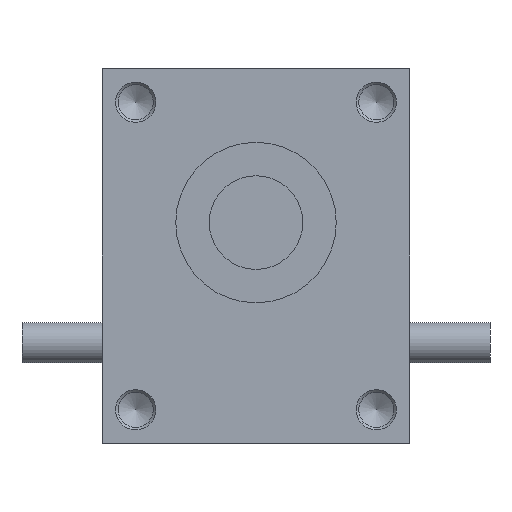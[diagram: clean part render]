
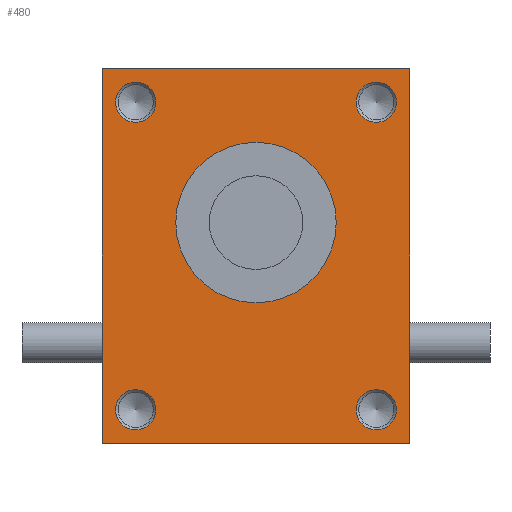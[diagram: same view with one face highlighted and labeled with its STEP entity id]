
A CAD part, front view. The second image highlights one B-rep face of the part: STEP entity #480.
In plain terms, the highlighted planar face has unit normal (0, -1, 0).
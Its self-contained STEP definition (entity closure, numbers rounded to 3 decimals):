
#480 = ADVANCED_FACE( '', ( #1073, #1074, #1075, #1076, #1077, #1078 ), #1079, .F. );
#1073 = FACE_BOUND( '', #1776, .T. );
#1074 = FACE_BOUND( '', #1777, .T. );
#1075 = FACE_BOUND( '', #1778, .T. );
#1076 = FACE_BOUND( '', #1779, .T. );
#1077 = FACE_BOUND( '', #1780, .T. );
#1078 = FACE_OUTER_BOUND( '', #1781, .T. );
#1079 = PLANE( '', #1782 );
#1776 = EDGE_LOOP( '', ( #2968 ) );
#1777 = EDGE_LOOP( '', ( #2969 ) );
#1778 = EDGE_LOOP( '', ( #2970 ) );
#1779 = EDGE_LOOP( '', ( #2971 ) );
#1780 = EDGE_LOOP( '', ( #2972 ) );
#1781 = EDGE_LOOP( '', ( #2973, #2974, #2975, #2976 ) );
#1782 = AXIS2_PLACEMENT_3D( '', #2977, #2978, #2979 );
#2968 = ORIENTED_EDGE( '', *, *, #3930, .F. );
#2969 = ORIENTED_EDGE( '', *, *, #4049, .F. );
#2970 = ORIENTED_EDGE( '', *, *, #4140, .F. );
#2971 = ORIENTED_EDGE( '', *, *, #4141, .F. );
#2972 = ORIENTED_EDGE( '', *, *, #4142, .T. );
#2973 = ORIENTED_EDGE( '', *, *, #4085, .T. );
#2974 = ORIENTED_EDGE( '', *, *, #3872, .F. );
#2975 = ORIENTED_EDGE( '', *, *, #4143, .F. );
#2976 = ORIENTED_EDGE( '', *, *, #4122, .T. );
#2977 = CARTESIAN_POINT( '', ( -115., -88., 140. ) );
#2978 = DIRECTION( '', ( 0., 1., 0. ) );
#2979 = DIRECTION( '', ( 0., 0., 1. ) );
#3872 = EDGE_CURVE( '', #4603, #4598, #4605, .T. );
#3930 = EDGE_CURVE( '', #4691, #4691, #4692, .T. );
#4049 = EDGE_CURVE( '', #4882, #4882, #4883, .T. );
#4085 = EDGE_CURVE( '', #4926, #4598, #4928, .T. );
#4122 = EDGE_CURVE( '', #4980, #4926, #4981, .T. );
#4140 = EDGE_CURVE( '', #5002, #5002, #5003, .T. );
#4141 = EDGE_CURVE( '', #5004, #5004, #5005, .T. );
#4142 = EDGE_CURVE( '', #5006, #5006, #5007, .T. );
#4143 = EDGE_CURVE( '', #4980, #4603, #5008, .T. );
#4598 = VERTEX_POINT( '', #5621 );
#4603 = VERTEX_POINT( '', #5628 );
#4605 = LINE( '', #5631, #5632 );
#4691 = VERTEX_POINT( '', #5741 );
#4692 = CIRCLE( '', #5742, 15. );
#4882 = VERTEX_POINT( '', #5992 );
#4883 = CIRCLE( '', #5993, 15. );
#4926 = VERTEX_POINT( '', #6052 );
#4928 = LINE( '', #6055, #6056 );
#4980 = VERTEX_POINT( '', #6116 );
#4981 = LINE( '', #6117, #6118 );
#5002 = VERTEX_POINT( '', #6148 );
#5003 = CIRCLE( '', #6149, 15. );
#5004 = VERTEX_POINT( '', #6150 );
#5005 = CIRCLE( '', #6151, 15. );
#5006 = VERTEX_POINT( '', #6152 );
#5007 = CIRCLE( '', #6153, 60. );
#5008 = LINE( '', #6154, #6155 );
#5621 = CARTESIAN_POINT( '', ( 115., -88., -140. ) );
#5628 = CARTESIAN_POINT( '', ( 115., -88., 140. ) );
#5631 = CARTESIAN_POINT( '', ( 115., -88., 140. ) );
#5632 = VECTOR( '', #6609, 1000. );
#5741 = CARTESIAN_POINT( '', ( -90., -88., -130. ) );
#5742 = AXIS2_PLACEMENT_3D( '', #6678, #6679, #6680 );
#5992 = CARTESIAN_POINT( '', ( -90., -88., 100. ) );
#5993 = AXIS2_PLACEMENT_3D( '', #6858, #6859, #6860 );
#6052 = CARTESIAN_POINT( '', ( -115., -88., -140. ) );
#6055 = CARTESIAN_POINT( '', ( -115., -88., -140. ) );
#6056 = VECTOR( '', #6890, 1000. );
#6116 = CARTESIAN_POINT( '', ( -115., -88., 140. ) );
#6117 = CARTESIAN_POINT( '', ( -115., -88., 140. ) );
#6118 = VECTOR( '', #6938, 1000. );
#6148 = CARTESIAN_POINT( '', ( 90., -88., 100. ) );
#6149 = AXIS2_PLACEMENT_3D( '', #6951, #6952, #6953 );
#6150 = CARTESIAN_POINT( '', ( 90., -88., -130. ) );
#6151 = AXIS2_PLACEMENT_3D( '', #6954, #6955, #6956 );
#6152 = CARTESIAN_POINT( '', ( 60., -88., 25. ) );
#6153 = AXIS2_PLACEMENT_3D( '', #6957, #6958, #6959 );
#6154 = CARTESIAN_POINT( '', ( -115., -88., 140. ) );
#6155 = VECTOR( '', #6960, 1000. );
#6609 = DIRECTION( '', ( 0., 0., -1. ) );
#6678 = CARTESIAN_POINT( '', ( -90., -88., -115. ) );
#6679 = DIRECTION( '', ( 0., -1., 0. ) );
#6680 = DIRECTION( '', ( 0., 0., -1. ) );
#6858 = CARTESIAN_POINT( '', ( -90., -88., 115. ) );
#6859 = DIRECTION( '', ( 0., -1., 0. ) );
#6860 = DIRECTION( '', ( 0., 0., -1. ) );
#6890 = DIRECTION( '', ( 1., 0., 0. ) );
#6938 = DIRECTION( '', ( 0., 0., -1. ) );
#6951 = CARTESIAN_POINT( '', ( 90., -88., 115. ) );
#6952 = DIRECTION( '', ( 0., -1., 0. ) );
#6953 = DIRECTION( '', ( 0., 0., -1. ) );
#6954 = CARTESIAN_POINT( '', ( 90., -88., -115. ) );
#6955 = DIRECTION( '', ( 0., -1., 0. ) );
#6956 = DIRECTION( '', ( 0., 0., -1. ) );
#6957 = CARTESIAN_POINT( '', ( 0., -88., 25. ) );
#6958 = DIRECTION( '', ( 0., 1., 0. ) );
#6959 = DIRECTION( '', ( 1., 0., 0. ) );
#6960 = DIRECTION( '', ( 1., 0., 0. ) );
